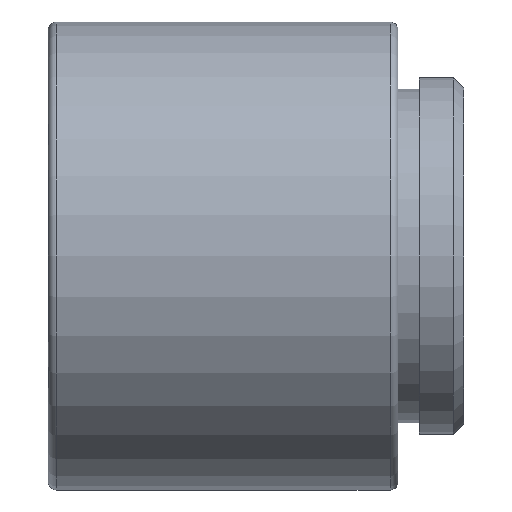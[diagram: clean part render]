
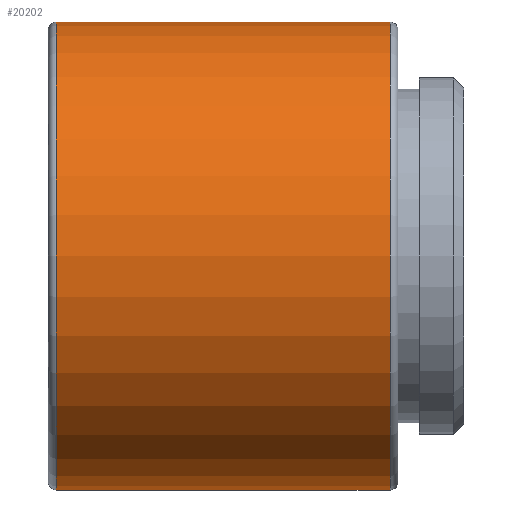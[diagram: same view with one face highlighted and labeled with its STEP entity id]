
A CAD part, left-side view. The second image highlights one B-rep face of the part: STEP entity #20202.
In plain terms, the highlighted cylindrical face has radius 8.9 mm (diameter 17.8 mm), a partial arc.
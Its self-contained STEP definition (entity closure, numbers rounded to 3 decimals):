
#173 = VERTEX_POINT ( 'NONE', #12559 ) ;
#772 = CARTESIAN_POINT ( 'NONE',  ( -2.53, 1.143, 4.058 ) ) ;
#1466 = AXIS2_PLACEMENT_3D ( 'NONE', #772, #7896, #21634 ) ;
#2386 = ORIENTED_EDGE ( 'NONE', *, *, #16378, .T. ) ;
#2583 = ORIENTED_EDGE ( 'NONE', *, *, #18495, .F. ) ;
#2599 = FACE_OUTER_BOUND ( 'NONE', #14377, .T. ) ;
#2901 = DIRECTION ( 'NONE',  ( 0., -1., 0. ) ) ;
#3263 = VERTEX_POINT ( 'NONE', #12285 ) ;
#5952 = CIRCLE ( 'NONE', #1466, 8.9 ) ;
#6165 = AXIS2_PLACEMENT_3D ( 'NONE', #6632, #22399, #8209 ) ;
#6528 = LINE ( 'NONE', #15053, #7557 ) ;
#6632 = CARTESIAN_POINT ( 'NONE',  ( -2.53, 13.843, 4.058 ) ) ;
#6642 = CARTESIAN_POINT ( 'NONE',  ( -2.53, 14.143, 12.958 ) ) ;
#7557 = VECTOR ( 'NONE', #2901, 1000. ) ;
#7896 = DIRECTION ( 'NONE',  ( 0., 1., 0. ) ) ;
#8051 = EDGE_CURVE ( 'NONE', #173, #18953, #5952, .T. ) ;
#8209 = DIRECTION ( 'NONE',  ( 0., 0., 1. ) ) ;
#9380 = EDGE_CURVE ( 'NONE', #15374, #3263, #16695, .T. ) ;
#9733 = VECTOR ( 'NONE', #15497, 1000. ) ;
#10308 = DIRECTION ( 'NONE',  ( 0., -1., 0. ) ) ;
#11779 = CARTESIAN_POINT ( 'NONE',  ( -2.53, 14.143, 4.058 ) ) ;
#12122 = DIRECTION ( 'NONE',  ( 0., 0., -1. ) ) ;
#12285 = CARTESIAN_POINT ( 'NONE',  ( -2.53, 13.843, -4.842 ) ) ;
#12559 = CARTESIAN_POINT ( 'NONE',  ( -2.53, 1.143, -4.842 ) ) ;
#13779 = CARTESIAN_POINT ( 'NONE',  ( -2.53, 1.143, 12.958 ) ) ;
#14377 = EDGE_LOOP ( 'NONE', ( #2583, #14667, #2386, #19896 ) ) ;
#14667 = ORIENTED_EDGE ( 'NONE', *, *, #9380, .T. ) ;
#14751 = CYLINDRICAL_SURFACE ( 'NONE', #19326, 8.9 ) ;
#15053 = CARTESIAN_POINT ( 'NONE',  ( -2.53, 14.143, -4.842 ) ) ;
#15374 = VERTEX_POINT ( 'NONE', #19045 ) ;
#15497 = DIRECTION ( 'NONE',  ( 0., -1., 0. ) ) ;
#16378 = EDGE_CURVE ( 'NONE', #3263, #173, #6528, .T. ) ;
#16695 = CIRCLE ( 'NONE', #6165, 8.9 ) ;
#17199 = LINE ( 'NONE', #6642, #9733 ) ;
#18495 = EDGE_CURVE ( 'NONE', #15374, #18953, #17199, .T. ) ;
#18953 = VERTEX_POINT ( 'NONE', #13779 ) ;
#19045 = CARTESIAN_POINT ( 'NONE',  ( -2.53, 13.843, 12.958 ) ) ;
#19326 = AXIS2_PLACEMENT_3D ( 'NONE', #11779, #10308, #12122 ) ;
#19896 = ORIENTED_EDGE ( 'NONE', *, *, #8051, .T. ) ;
#20202 = ADVANCED_FACE ( 'NONE', ( #2599 ), #14751, .T. ) ;
#21634 = DIRECTION ( 'NONE',  ( 0., 0., 1. ) ) ;
#22399 = DIRECTION ( 'NONE',  ( 0., -1., 0. ) ) ;
